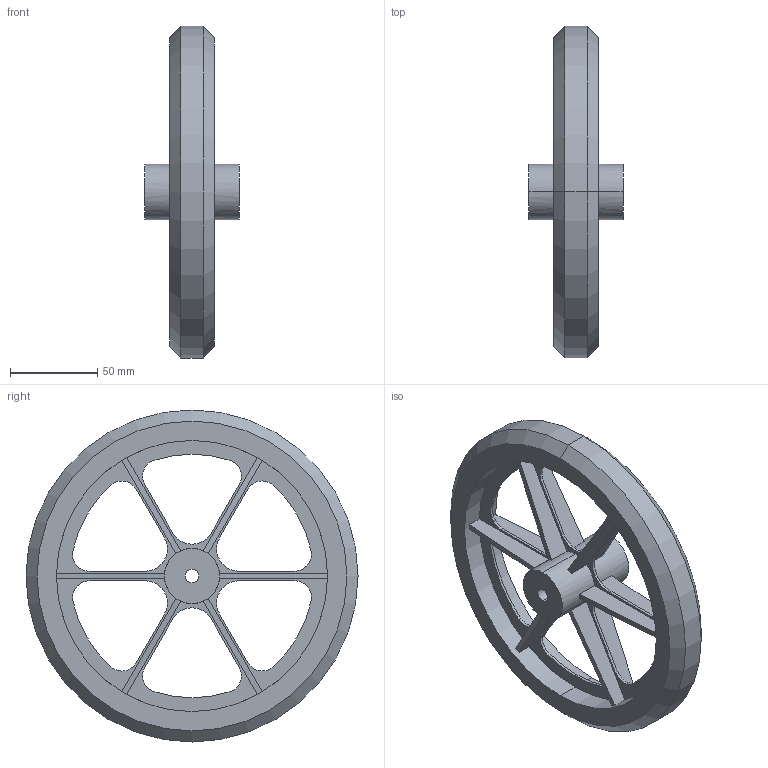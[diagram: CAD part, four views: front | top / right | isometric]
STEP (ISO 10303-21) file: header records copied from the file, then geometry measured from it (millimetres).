
FILE_DESCRIPTION (( 'STEP AP203' ), '1' );
FILE_NAME ('WheelSmall_Default_sldprt.STEP', '2016-03-16T08:09:16', ( '' ), ( '' ), 'SwSTEP 2.0', 'SolidWorks 2014', '' );
FILE_SCHEMA (( 'CONFIG_CONTROL_DESIGN' ));
Length unit declared in the file: inch
Products named in the file (1): WheelSmall_Default_sldprt
Bounding box: 53.98 x 190.5 x 190.5 mm (x, y, z)
Volume: 290948.6 mm3; surface area: 77541.9 mm2
Topology: 1 solids, 1 shells, 110 faces, 314 edges, 208 vertices
Faces by surface type: plane 64, cylinder 42, cone 4
Entity records: 3725 total; most frequent: CARTESIAN_POINT 705, ORIENTED_EDGE 628, DIRECTION 624, EDGE_CURVE 314, AXIS2_PLACEMENT_3D 223, VERTEX_POINT 208, LINE 178, VECTOR 178
